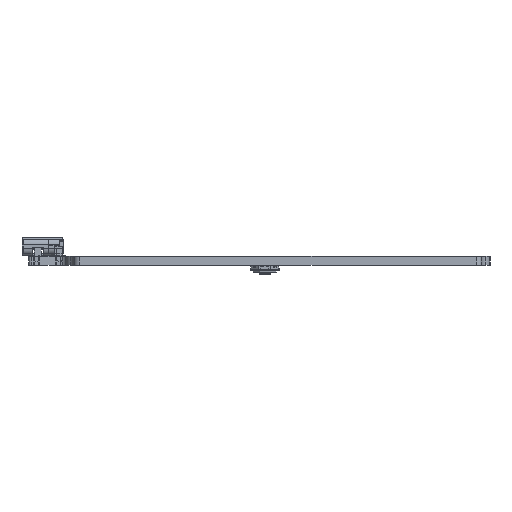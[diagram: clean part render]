
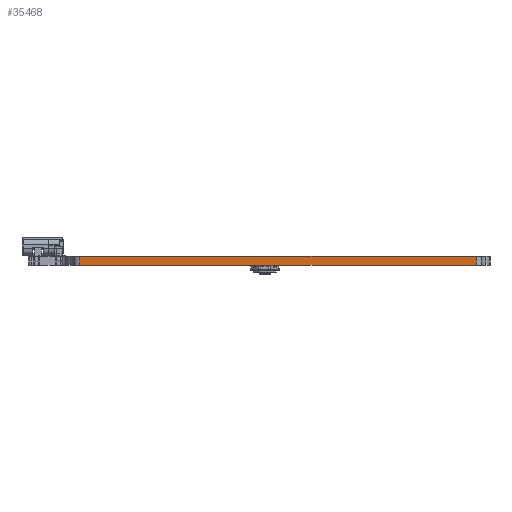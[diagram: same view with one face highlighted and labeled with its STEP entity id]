
A CAD part, left-side view. The second image highlights one B-rep face of the part: STEP entity #35468.
In plain terms, the highlighted planar face has unit normal (-1, 0, 0).
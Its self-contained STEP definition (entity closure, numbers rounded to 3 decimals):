
#25915 = VERTEX_POINT('',#25916);
#25916 = CARTESIAN_POINT('',(27.194,-34.233,0.));
#25923 = EDGE_CURVE('',#25924,#25915,#25926,.T.);
#25924 = VERTEX_POINT('',#25925);
#25925 = CARTESIAN_POINT('',(27.194,-105.471,0.));
#25926 = LINE('',#25927,#25928);
#25927 = CARTESIAN_POINT('',(27.194,-105.471,0.));
#25928 = VECTOR('',#25929,1.);
#25929 = DIRECTION('',(0.,1.,0.));
#30513 = VERTEX_POINT('',#30514);
#30514 = CARTESIAN_POINT('',(27.194,-34.233,1.6));
#30521 = EDGE_CURVE('',#30522,#30513,#30524,.T.);
#30522 = VERTEX_POINT('',#30523);
#30523 = CARTESIAN_POINT('',(27.194,-105.471,1.6));
#30524 = LINE('',#30525,#30526);
#30525 = CARTESIAN_POINT('',(27.194,-105.471,1.6));
#30526 = VECTOR('',#30527,1.);
#30527 = DIRECTION('',(0.,1.,0.));
#35438 = EDGE_CURVE('',#25915,#30513,#35439,.T.);
#35439 = LINE('',#35440,#35441);
#35440 = CARTESIAN_POINT('',(27.194,-34.233,0.));
#35441 = VECTOR('',#35442,1.);
#35442 = DIRECTION('',(0.,0.,1.));
#35468 = ADVANCED_FACE('',(#35469),#35480,.T.);
#35469 = FACE_BOUND('',#35470,.T.);
#35470 = EDGE_LOOP('',(#35471,#35477,#35478,#35479));
#35471 = ORIENTED_EDGE('',*,*,#35472,.T.);
#35472 = EDGE_CURVE('',#25924,#30522,#35473,.T.);
#35473 = LINE('',#35474,#35475);
#35474 = CARTESIAN_POINT('',(27.194,-105.471,0.));
#35475 = VECTOR('',#35476,1.);
#35476 = DIRECTION('',(0.,0.,1.));
#35477 = ORIENTED_EDGE('',*,*,#30521,.T.);
#35478 = ORIENTED_EDGE('',*,*,#35438,.F.);
#35479 = ORIENTED_EDGE('',*,*,#25923,.F.);
#35480 = PLANE('',#35481);
#35481 = AXIS2_PLACEMENT_3D('',#35482,#35483,#35484);
#35482 = CARTESIAN_POINT('',(27.194,-105.471,0.));
#35483 = DIRECTION('',(-1.,0.,0.));
#35484 = DIRECTION('',(0.,1.,0.));
